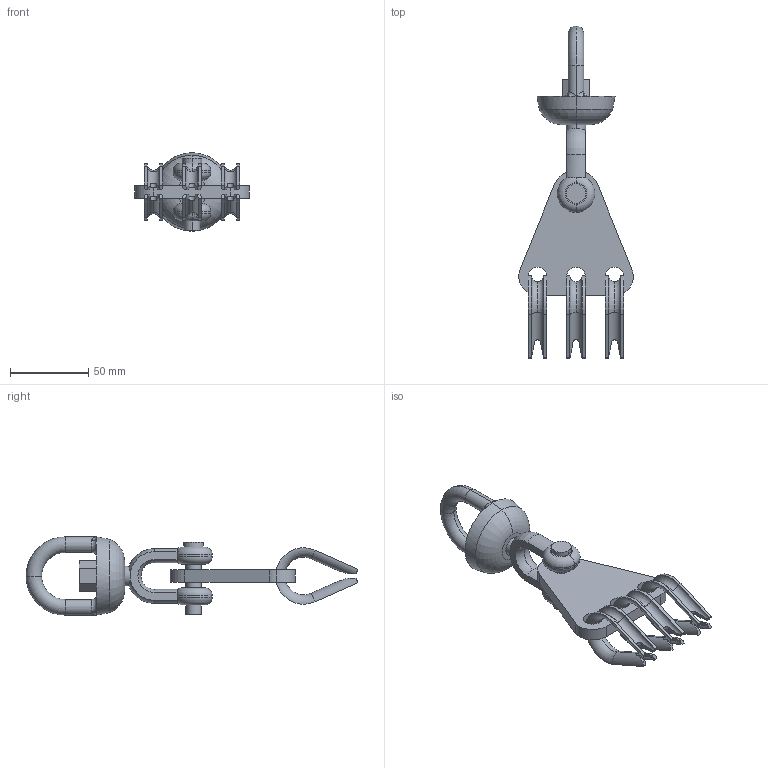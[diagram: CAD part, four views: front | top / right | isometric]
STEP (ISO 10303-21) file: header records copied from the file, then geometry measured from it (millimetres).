
FILE_DESCRIPTION (( 'STEP AP203' ), '1' );
FILE_NAME ('T41600.STEP', '2018-07-23T14:51:33', ( '' ), ( '' ), 'SwSTEP 2.0', 'SolidWorks 2016', '' );
FILE_SCHEMA (( 'CONFIG_CONTROL_DESIGN' ));
Length unit declared in the file: millimetre
Products named in the file (4): TH1040; T41600; S1236; T38900
Assembly tree (5 placements, depth 2):
  T41600
    TH1040
    T38900  x3
    S1236
Bounding box: 73.16 x 212.01 x 50 mm (x, y, z)
Volume: 94652 mm3; surface area: 37485.6 mm2
Topology: 5 solids, 5 shells, 175 faces, 437 edges, 270 vertices
Faces by surface type: plane 70, cylinder 62, torus 37, bspline 4, cone 2
Entity records: 4397 total; most frequent: CARTESIAN_POINT 1172, DIRECTION 615, ORIENTED_EDGE 570, EDGE_CURVE 285, AXIS2_PLACEMENT_3D 257, VERTEX_POINT 178, CIRCLE 138, EDGE_LOOP 129
